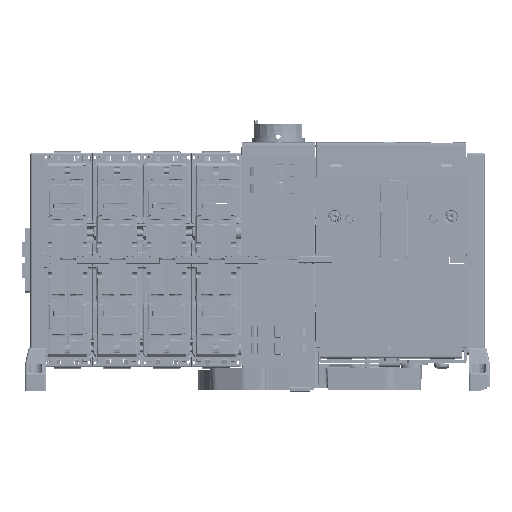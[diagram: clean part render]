
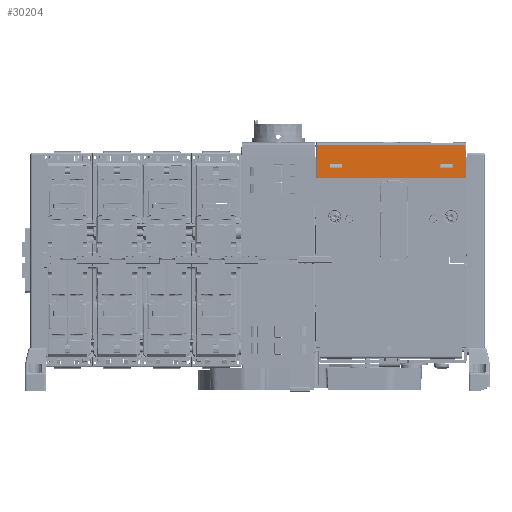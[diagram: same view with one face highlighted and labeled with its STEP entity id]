
A CAD part, top view. The second image highlights one B-rep face of the part: STEP entity #30204.
In plain terms, the highlighted planar face has unit normal (0, 0.013, 1).
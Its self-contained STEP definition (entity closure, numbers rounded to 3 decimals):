
#9033=ELLIPSE('',#203099,0.2,0.2);
#9034=ELLIPSE('',#203100,0.2,0.2);
#9035=ELLIPSE('',#203101,0.2,0.2);
#9036=ELLIPSE('',#203102,0.2,0.2);
#9037=ELLIPSE('',#203103,0.2,0.2);
#9038=ELLIPSE('',#203104,0.2,0.2);
#9039=ELLIPSE('',#203105,0.2,0.2);
#9040=ELLIPSE('',#203106,0.2,0.2);
#16239=FACE_BOUND('',#47515,.T.);
#16240=FACE_BOUND('',#47516,.T.);
#16241=FACE_BOUND('',#47517,.T.);
#30204=ADVANCED_FACE('',(#16239,#16240,#16241),#33703,.T.);
#33703=PLANE('',#203107);
#47515=EDGE_LOOP('',(#90210,#90211,#90212,#90213,#90214,#90215,#90216,#90217));
#47516=EDGE_LOOP('',(#90218,#90219,#90220,#90221,#90222,#90223,#90224,#90225));
#47517=EDGE_LOOP('',(#90226,#90227,#90228,#90229));
#90210=ORIENTED_EDGE('',*,*,#148086,.T.);
#90211=ORIENTED_EDGE('',*,*,#148087,.T.);
#90212=ORIENTED_EDGE('',*,*,#148088,.T.);
#90213=ORIENTED_EDGE('',*,*,#148089,.T.);
#90214=ORIENTED_EDGE('',*,*,#148090,.T.);
#90215=ORIENTED_EDGE('',*,*,#148091,.T.);
#90216=ORIENTED_EDGE('',*,*,#148092,.T.);
#90217=ORIENTED_EDGE('',*,*,#148093,.T.);
#90218=ORIENTED_EDGE('',*,*,#148094,.T.);
#90219=ORIENTED_EDGE('',*,*,#148095,.T.);
#90220=ORIENTED_EDGE('',*,*,#148096,.T.);
#90221=ORIENTED_EDGE('',*,*,#148097,.T.);
#90222=ORIENTED_EDGE('',*,*,#148098,.T.);
#90223=ORIENTED_EDGE('',*,*,#148099,.T.);
#90224=ORIENTED_EDGE('',*,*,#148100,.T.);
#90225=ORIENTED_EDGE('',*,*,#148101,.T.);
#90226=ORIENTED_EDGE('',*,*,#148057,.T.);
#90227=ORIENTED_EDGE('',*,*,#148040,.T.);
#90228=ORIENTED_EDGE('',*,*,#148102,.T.);
#90229=ORIENTED_EDGE('',*,*,#148042,.T.);
#116091=VERTEX_POINT('',#354192);
#116093=VERTEX_POINT('',#354209);
#116095=VERTEX_POINT('',#354214);
#116096=VERTEX_POINT('',#354216);
#116133=VERTEX_POINT('',#354356);
#116134=VERTEX_POINT('',#354357);
#116135=VERTEX_POINT('',#354359);
#116136=VERTEX_POINT('',#354361);
#116137=VERTEX_POINT('',#354363);
#116138=VERTEX_POINT('',#354365);
#116139=VERTEX_POINT('',#354367);
#116140=VERTEX_POINT('',#354369);
#116141=VERTEX_POINT('',#354372);
#116142=VERTEX_POINT('',#354373);
#116143=VERTEX_POINT('',#354375);
#116144=VERTEX_POINT('',#354377);
#116145=VERTEX_POINT('',#354379);
#116146=VERTEX_POINT('',#354381);
#116147=VERTEX_POINT('',#354383);
#116148=VERTEX_POINT('',#354385);
#148040=EDGE_CURVE('',#116091,#116093,#167587,.T.);
#148042=EDGE_CURVE('',#116096,#116095,#167588,.T.);
#148057=EDGE_CURVE('',#116095,#116091,#167593,.T.);
#148086=EDGE_CURVE('',#116133,#116134,#167613,.T.);
#148087=EDGE_CURVE('',#116134,#116135,#9033,.T.);
#148088=EDGE_CURVE('',#116135,#116136,#167614,.T.);
#148089=EDGE_CURVE('',#116136,#116137,#9034,.T.);
#148090=EDGE_CURVE('',#116137,#116138,#167615,.T.);
#148091=EDGE_CURVE('',#116138,#116139,#9035,.T.);
#148092=EDGE_CURVE('',#116139,#116140,#167616,.T.);
#148093=EDGE_CURVE('',#116140,#116133,#9036,.T.);
#148094=EDGE_CURVE('',#116141,#116142,#167617,.T.);
#148095=EDGE_CURVE('',#116142,#116143,#9037,.T.);
#148096=EDGE_CURVE('',#116143,#116144,#167618,.T.);
#148097=EDGE_CURVE('',#116144,#116145,#9038,.T.);
#148098=EDGE_CURVE('',#116145,#116146,#167619,.T.);
#148099=EDGE_CURVE('',#116146,#116147,#9039,.T.);
#148100=EDGE_CURVE('',#116147,#116148,#167620,.T.);
#148101=EDGE_CURVE('',#116148,#116141,#9040,.T.);
#148102=EDGE_CURVE('',#116093,#116096,#167621,.T.);
#167587=LINE('',#354210,#186682);
#167588=LINE('',#354215,#186683);
#167593=LINE('',#354268,#186688);
#167613=LINE('',#354355,#186708);
#167614=LINE('',#354360,#186709);
#167615=LINE('',#354364,#186710);
#167616=LINE('',#354368,#186711);
#167617=LINE('',#354371,#186712);
#167618=LINE('',#354376,#186713);
#167619=LINE('',#354380,#186714);
#167620=LINE('',#354384,#186715);
#167621=LINE('',#354387,#186716);
#186682=VECTOR('',#253762,1.);
#186683=VECTOR('',#253767,1.);
#186688=VECTOR('',#253796,1.);
#186708=VECTOR('',#253836,1.);
#186709=VECTOR('',#253839,1.);
#186710=VECTOR('',#253842,1.);
#186711=VECTOR('',#253845,1.);
#186712=VECTOR('',#253848,1.);
#186713=VECTOR('',#253851,1.);
#186714=VECTOR('',#253854,1.);
#186715=VECTOR('',#253857,1.);
#186716=VECTOR('',#253860,1.);
#203099=AXIS2_PLACEMENT_3D('',#354358,#253837,#253838);
#203100=AXIS2_PLACEMENT_3D('',#354362,#253840,#253841);
#203101=AXIS2_PLACEMENT_3D('',#354366,#253843,#253844);
#203102=AXIS2_PLACEMENT_3D('',#354370,#253846,#253847);
#203103=AXIS2_PLACEMENT_3D('',#354374,#253849,#253850);
#203104=AXIS2_PLACEMENT_3D('',#354378,#253852,#253853);
#203105=AXIS2_PLACEMENT_3D('',#354382,#253855,#253856);
#203106=AXIS2_PLACEMENT_3D('',#354386,#253858,#253859);
#203107=AXIS2_PLACEMENT_3D('',#354388,#253861,#253862);
#253762=DIRECTION('',(-0.009,-1.,0.013));
#253767=DIRECTION('',(-0.009,1.,-0.013));
#253796=DIRECTION('',(-1.,0.,0.));
#253836=DIRECTION('',(1.,0.,0.));
#253837=DIRECTION('',(0.,-0.013,-1.));
#253838=DIRECTION('',(-0.97,-0.242,0.003));
#253839=DIRECTION('',(0.,-1.,0.013));
#253840=DIRECTION('',(0.,-0.013,-1.));
#253841=DIRECTION('',(-0.496,0.868,-0.011));
#253842=DIRECTION('',(-1.,0.,0.));
#253843=DIRECTION('',(0.,-0.013,-1.));
#253844=DIRECTION('',(0.496,0.868,-0.011));
#253845=DIRECTION('',(0.,1.,-0.013));
#253846=DIRECTION('',(0.,-0.013,-1.));
#253847=DIRECTION('',(0.97,-0.242,0.003));
#253848=DIRECTION('',(1.,0.,0.));
#253849=DIRECTION('',(0.,-0.013,-1.));
#253850=DIRECTION('',(-0.97,-0.242,0.003));
#253851=DIRECTION('',(0.,-1.,0.013));
#253852=DIRECTION('',(0.,-0.013,-1.));
#253853=DIRECTION('',(-0.496,0.868,-0.011));
#253854=DIRECTION('',(-1.,0.,0.));
#253855=DIRECTION('',(0.,-0.013,-1.));
#253856=DIRECTION('',(0.496,0.868,-0.011));
#253857=DIRECTION('',(0.,1.,-0.013));
#253858=DIRECTION('',(0.,-0.013,-1.));
#253859=DIRECTION('',(0.97,-0.242,0.003));
#253860=DIRECTION('',(1.,0.,0.));
#253861=DIRECTION('',(0.,0.013,1.));
#253862=DIRECTION('',(0.,-1.,0.013));
#354192=CARTESIAN_POINT('',(-1.437,153.949,-0.31));
#354209=CARTESIAN_POINT('',(-1.643,130.298,0.));
#354210=CARTESIAN_POINT('',(-1.639,130.757,-0.006));
#354214=CARTESIAN_POINT('',(103.45,153.949,-0.31));
#354215=CARTESIAN_POINT('',(103.653,130.757,-0.006));
#354216=CARTESIAN_POINT('',(103.657,130.298,0.));
#354268=CARTESIAN_POINT('',(51.007,153.949,-0.31));
#354355=CARTESIAN_POINT('',(15.857,140.424,-0.133));
#354356=CARTESIAN_POINT('',(85.931,140.424,-0.133));
#354357=CARTESIAN_POINT('',(94.383,140.424,-0.133));
#354358=CARTESIAN_POINT('',(94.383,140.224,-0.13));
#354359=CARTESIAN_POINT('',(94.583,140.224,-0.13));
#354360=CARTESIAN_POINT('',(94.583,123.426,0.09));
#354361=CARTESIAN_POINT('',(94.583,137.972,-0.1));
#354362=CARTESIAN_POINT('',(94.383,137.972,-0.1));
#354363=CARTESIAN_POINT('',(94.383,137.772,-0.098));
#354364=CARTESIAN_POINT('',(94.557,137.772,-0.098));
#354365=CARTESIAN_POINT('',(85.93,137.772,-0.098));
#354366=CARTESIAN_POINT('',(85.931,137.972,-0.1));
#354367=CARTESIAN_POINT('',(85.73,137.972,-0.1));
#354368=CARTESIAN_POINT('',(85.73,135.541,-0.069));
#354369=CARTESIAN_POINT('',(85.73,140.224,-0.13));
#354370=CARTESIAN_POINT('',(85.931,140.224,-0.13));
#354371=CARTESIAN_POINT('',(15.857,140.424,-0.133));
#354372=CARTESIAN_POINT('',(7.631,140.424,-0.133));
#354373=CARTESIAN_POINT('',(16.083,140.424,-0.133));
#354374=CARTESIAN_POINT('',(16.083,140.224,-0.13));
#354375=CARTESIAN_POINT('',(16.283,140.224,-0.13));
#354376=CARTESIAN_POINT('',(16.283,133.641,-0.044));
#354377=CARTESIAN_POINT('',(16.283,137.972,-0.1));
#354378=CARTESIAN_POINT('',(16.083,137.972,-0.1));
#354379=CARTESIAN_POINT('',(16.083,137.772,-0.098));
#354380=CARTESIAN_POINT('',(94.557,137.772,-0.098));
#354381=CARTESIAN_POINT('',(7.63,137.772,-0.098));
#354382=CARTESIAN_POINT('',(7.631,137.972,-0.1));
#354383=CARTESIAN_POINT('',(7.43,137.972,-0.1));
#354384=CARTESIAN_POINT('',(7.43,135.541,-0.069));
#354385=CARTESIAN_POINT('',(7.43,140.224,-0.13));
#354386=CARTESIAN_POINT('',(7.631,140.224,-0.13));
#354387=CARTESIAN_POINT('',(71.457,130.298,0.));
#354388=CARTESIAN_POINT('',(51.007,130.298,0.));
